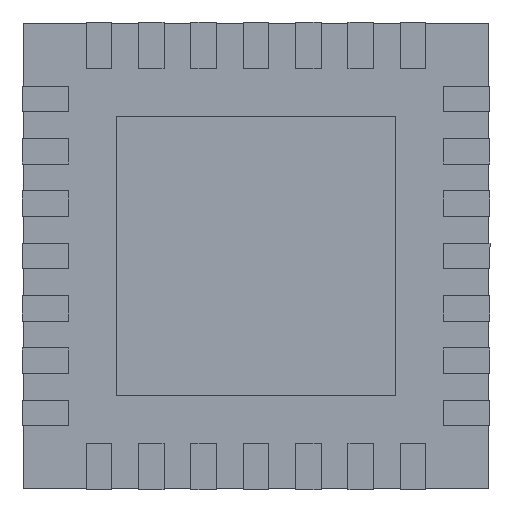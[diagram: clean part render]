
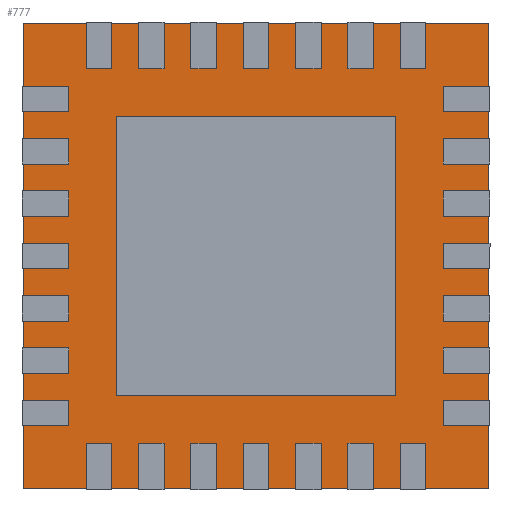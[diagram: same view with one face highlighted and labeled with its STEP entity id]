
A CAD part, front view. The second image highlights one B-rep face of the part: STEP entity #777.
In plain terms, the highlighted planar face has unit normal (0, -1, 0).
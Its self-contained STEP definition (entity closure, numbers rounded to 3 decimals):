
#8 = DIRECTION ( 'NONE',  ( 0., 0., 1. ) ) ;
#71 = DIRECTION ( 'NONE',  ( 0., 0., -1. ) ) ;
#97 = ORIENTED_EDGE ( 'NONE', *, *, #1739, .F. ) ;
#385 = CARTESIAN_POINT ( 'NONE',  ( 2., 0., -2. ) ) ;
#542 = EDGE_LOOP ( 'NONE', ( #97, #3352, #5972, #6536 ) ) ;
#665 = VECTOR ( 'NONE', #2211, 1000. ) ;
#777 = ADVANCED_FACE ( 'NONE', ( #1919 ), #6389, .T. ) ;
#788 = CARTESIAN_POINT ( 'NONE',  ( 2., 0., 2. ) ) ;
#864 = LINE ( 'NONE', #788, #665 ) ;
#991 = CARTESIAN_POINT ( 'NONE',  ( 2., 0., 2. ) ) ;
#1133 = CARTESIAN_POINT ( 'NONE',  ( -2., 0., 2. ) ) ;
#1236 = VERTEX_POINT ( 'NONE', #385 ) ;
#1706 = LINE ( 'NONE', #4560, #5604 ) ;
#1739 = EDGE_CURVE ( 'NONE', #3869, #1236, #864, .T. ) ;
#1919 = FACE_OUTER_BOUND ( 'NONE', #542, .T. ) ;
#2211 = DIRECTION ( 'NONE',  ( 0., 0., -1. ) ) ;
#2598 = EDGE_CURVE ( 'NONE', #4479, #3869, #5225, .T. ) ;
#2958 = VERTEX_POINT ( 'NONE', #5903 ) ;
#3352 = ORIENTED_EDGE ( 'NONE', *, *, #2598, .F. ) ;
#3441 = AXIS2_PLACEMENT_3D ( 'NONE', #6069, #7265, #71 ) ;
#3666 = LINE ( 'NONE', #7791, #3815 ) ;
#3815 = VECTOR ( 'NONE', #8, 1000. ) ;
#3869 = VERTEX_POINT ( 'NONE', #991 ) ;
#4113 = DIRECTION ( 'NONE',  ( -1., 0., 0. ) ) ;
#4175 = EDGE_CURVE ( 'NONE', #1236, #2958, #1706, .T. ) ;
#4479 = VERTEX_POINT ( 'NONE', #5103 ) ;
#4560 = CARTESIAN_POINT ( 'NONE',  ( -2., 0., -2. ) ) ;
#5103 = CARTESIAN_POINT ( 'NONE',  ( -2., 0., 2. ) ) ;
#5225 = LINE ( 'NONE', #1133, #7097 ) ;
#5604 = VECTOR ( 'NONE', #4113, 1000. ) ;
#5903 = CARTESIAN_POINT ( 'NONE',  ( -2., 0., -2. ) ) ;
#5947 = DIRECTION ( 'NONE',  ( 1., 0., 0. ) ) ;
#5972 = ORIENTED_EDGE ( 'NONE', *, *, #6781, .F. ) ;
#6069 = CARTESIAN_POINT ( 'NONE',  ( 0., 0., 0. ) ) ;
#6389 = PLANE ( 'NONE',  #3441 ) ;
#6536 = ORIENTED_EDGE ( 'NONE', *, *, #4175, .F. ) ;
#6781 = EDGE_CURVE ( 'NONE', #2958, #4479, #3666, .T. ) ;
#7097 = VECTOR ( 'NONE', #5947, 1000. ) ;
#7265 = DIRECTION ( 'NONE',  ( 0., -1., 0. ) ) ;
#7791 = CARTESIAN_POINT ( 'NONE',  ( -2., 0., 2. ) ) ;
